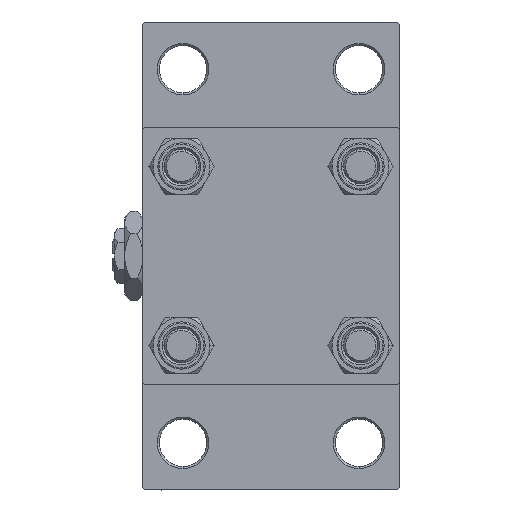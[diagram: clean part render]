
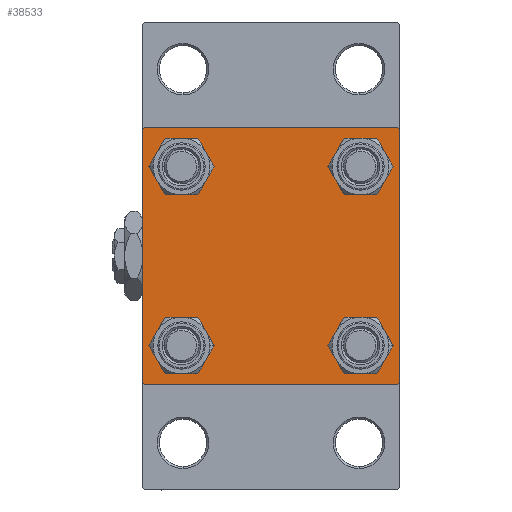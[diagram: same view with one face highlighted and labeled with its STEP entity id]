
A CAD part, left-side view. The second image highlights one B-rep face of the part: STEP entity #38533.
In plain terms, the highlighted planar face has unit normal (-1, 0, 0).
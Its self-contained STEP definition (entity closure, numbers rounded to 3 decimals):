
#39 = EDGE_CURVE ( 'NONE', #30802, #37157, #23994, .T. ) ;
#57 = VERTEX_POINT ( 'NONE', #39738 ) ;
#1520 = LINE ( 'NONE', #27521, #20640 ) ;
#2148 = DIRECTION ( 'NONE',  ( 1., 0., 0. ) ) ;
#2158 = EDGE_CURVE ( 'NONE', #25755, #15978, #13753, .T. ) ;
#2386 = CIRCLE ( 'NONE', #22146, 4.5 ) ;
#2605 = AXIS2_PLACEMENT_3D ( 'NONE', #23464, #12796, #38559 ) ;
#2928 = LINE ( 'NONE', #21287, #31142 ) ;
#3218 = DIRECTION ( 'NONE',  ( -1., 0., 0. ) ) ;
#3594 = CARTESIAN_POINT ( 'NONE',  ( 0., -20.85, -25.35 ) ) ;
#4162 = CARTESIAN_POINT ( 'NONE',  ( 0., 20.85, 16.35 ) ) ;
#4850 = DIRECTION ( 'NONE',  ( 1., 0., 0. ) ) ;
#4861 = EDGE_CURVE ( 'NONE', #29426, #48124, #5112, .T. ) ;
#5112 = LINE ( 'NONE', #21214, #19408 ) ;
#6516 = ORIENTED_EDGE ( 'NONE', *, *, #2158, .T. ) ;
#6955 = DIRECTION ( 'NONE',  ( 0., 0., 1. ) ) ;
#6976 = EDGE_LOOP ( 'NONE', ( #31761, #35630 ) ) ;
#7024 = AXIS2_PLACEMENT_3D ( 'NONE', #9823, #2148, #27896 ) ;
#7325 = EDGE_CURVE ( 'NONE', #30275, #48124, #7965, .T. ) ;
#7392 = VERTEX_POINT ( 'NONE', #34192 ) ;
#7444 = FACE_BOUND ( 'NONE', #44326, .T. ) ;
#7965 = LINE ( 'NONE', #38416, #9997 ) ;
#8041 = CARTESIAN_POINT ( 'NONE',  ( 0., 29.5, -30. ) ) ;
#9823 = CARTESIAN_POINT ( 'NONE',  ( 0., -20.85, 20.85 ) ) ;
#9997 = VECTOR ( 'NONE', #48805, 1000. ) ;
#10043 = CARTESIAN_POINT ( 'NONE',  ( 0., -30., -29.5 ) ) ;
#10183 = ORIENTED_EDGE ( 'NONE', *, *, #45421, .T. ) ;
#10560 = VERTEX_POINT ( 'NONE', #33805 ) ;
#10894 = CARTESIAN_POINT ( 'NONE',  ( 0., 30., -30. ) ) ;
#10909 = FACE_BOUND ( 'NONE', #15539, .T. ) ;
#12204 = EDGE_CURVE ( 'NONE', #7392, #24111, #2386, .T. ) ;
#12796 = DIRECTION ( 'NONE',  ( 1., 0., 0. ) ) ;
#13091 = DIRECTION ( 'NONE',  ( 0., 0., 1. ) ) ;
#13261 = EDGE_CURVE ( 'NONE', #18758, #45220, #1520, .T. ) ;
#13353 = CIRCLE ( 'NONE', #7024, 4.5 ) ;
#13753 = CIRCLE ( 'NONE', #17743, 4.5 ) ;
#14002 = LINE ( 'NONE', #29090, #44629 ) ;
#14644 = VERTEX_POINT ( 'NONE', #19894 ) ;
#14722 = ORIENTED_EDGE ( 'NONE', *, *, #47753, .T. ) ;
#15338 = DIRECTION ( 'NONE',  ( 0., -1., 0. ) ) ;
#15539 = EDGE_LOOP ( 'NONE', ( #10183, #44924 ) ) ;
#15647 = EDGE_CURVE ( 'NONE', #27498, #10560, #20707, .T. ) ;
#15978 = VERTEX_POINT ( 'NONE', #24347 ) ;
#16958 = DIRECTION ( 'NONE',  ( 0., 0., 1. ) ) ;
#17374 = DIRECTION ( 'NONE',  ( 1., 0., 0. ) ) ;
#17524 = DIRECTION ( 'NONE',  ( 1., 0., 0. ) ) ;
#17743 = AXIS2_PLACEMENT_3D ( 'NONE', #40882, #17374, #6955 ) ;
#18247 = EDGE_LOOP ( 'NONE', ( #22314, #20164, #37766, #31727, #42033, #24651, #34726, #14722 ) ) ;
#18758 = VERTEX_POINT ( 'NONE', #29750 ) ;
#19321 = VECTOR ( 'NONE', #43323, 1000. ) ;
#19408 = VECTOR ( 'NONE', #47428, 1000. ) ;
#19610 = CARTESIAN_POINT ( 'NONE',  ( 0., 20.85, -16.35 ) ) ;
#19894 = CARTESIAN_POINT ( 'NONE',  ( 0., -29.5, 30. ) ) ;
#19965 = DIRECTION ( 'NONE',  ( 0., 0., 1. ) ) ;
#20164 = ORIENTED_EDGE ( 'NONE', *, *, #24926, .T. ) ;
#20640 = VECTOR ( 'NONE', #42636, 1000. ) ;
#20658 = CARTESIAN_POINT ( 'NONE',  ( 0., -29.5, -30. ) ) ;
#20707 = CIRCLE ( 'NONE', #30936, 4.5 ) ;
#20942 = CARTESIAN_POINT ( 'NONE',  ( 0., -20.85, -20.85 ) ) ;
#20948 = VECTOR ( 'NONE', #15338, 1000. ) ;
#21214 = CARTESIAN_POINT ( 'NONE',  ( 0., -30., 30. ) ) ;
#21287 = CARTESIAN_POINT ( 'NONE',  ( 0., 30., 30. ) ) ;
#21435 = DIRECTION ( 'NONE',  ( 0., 0.707, 0.707 ) ) ;
#21750 = CARTESIAN_POINT ( 'NONE',  ( 0., 30., -29.5 ) ) ;
#22146 = AXIS2_PLACEMENT_3D ( 'NONE', #24227, #17524, #13091 ) ;
#22314 = ORIENTED_EDGE ( 'NONE', *, *, #13261, .T. ) ;
#23440 = CARTESIAN_POINT ( 'NONE',  ( 0., -20.85, 20.85 ) ) ;
#23464 = CARTESIAN_POINT ( 'NONE',  ( 0., 20.85, -20.85 ) ) ;
#23538 = CARTESIAN_POINT ( 'NONE',  ( 0., -20.85, -16.35 ) ) ;
#23767 = LINE ( 'NONE', #42349, #19321 ) ;
#23994 = CIRCLE ( 'NONE', #28722, 4.5 ) ;
#24043 = VECTOR ( 'NONE', #38290, 1000. ) ;
#24111 = VERTEX_POINT ( 'NONE', #19610 ) ;
#24227 = CARTESIAN_POINT ( 'NONE',  ( 0., 20.85, -20.85 ) ) ;
#24335 = AXIS2_PLACEMENT_3D ( 'NONE', #34635, #46274, #27462 ) ;
#24347 = CARTESIAN_POINT ( 'NONE',  ( 0., 20.85, 25.35 ) ) ;
#24628 = DIRECTION ( 'NONE',  ( 1., 0., 0. ) ) ;
#24651 = ORIENTED_EDGE ( 'NONE', *, *, #48105, .T. ) ;
#24926 = EDGE_CURVE ( 'NONE', #45220, #30075, #23767, .T. ) ;
#24977 = EDGE_CURVE ( 'NONE', #57, #14644, #2928, .T. ) ;
#25567 = CARTESIAN_POINT ( 'NONE',  ( 0., -20.85, 25.35 ) ) ;
#25755 = VERTEX_POINT ( 'NONE', #4162 ) ;
#25756 = FACE_BOUND ( 'NONE', #6976, .T. ) ;
#26409 = LINE ( 'NONE', #48922, #24043 ) ;
#27462 = DIRECTION ( 'NONE',  ( 0., 0., 1. ) ) ;
#27498 = VERTEX_POINT ( 'NONE', #25567 ) ;
#27521 = CARTESIAN_POINT ( 'NONE',  ( 0., 30., 30. ) ) ;
#27896 = DIRECTION ( 'NONE',  ( 0., 0., 1. ) ) ;
#28172 = EDGE_LOOP ( 'NONE', ( #46059, #6516 ) ) ;
#28722 = AXIS2_PLACEMENT_3D ( 'NONE', #20942, #36025, #36747 ) ;
#29090 = CARTESIAN_POINT ( 'NONE',  ( 0., -29.75, 29.75 ) ) ;
#29426 = VERTEX_POINT ( 'NONE', #40895 ) ;
#29710 = FACE_BOUND ( 'NONE', #28172, .T. ) ;
#29750 = CARTESIAN_POINT ( 'NONE',  ( 0., 30., 29.5 ) ) ;
#29950 = FACE_OUTER_BOUND ( 'NONE', #18247, .T. ) ;
#30075 = VERTEX_POINT ( 'NONE', #8041 ) ;
#30137 = CIRCLE ( 'NONE', #39621, 4.5 ) ;
#30275 = VERTEX_POINT ( 'NONE', #20658 ) ;
#30802 = VERTEX_POINT ( 'NONE', #3594 ) ;
#30879 = ORIENTED_EDGE ( 'NONE', *, *, #37467, .T. ) ;
#30936 = AXIS2_PLACEMENT_3D ( 'NONE', #23440, #4850, #19965 ) ;
#31142 = VECTOR ( 'NONE', #44518, 1000. ) ;
#31727 = ORIENTED_EDGE ( 'NONE', *, *, #7325, .T. ) ;
#31761 = ORIENTED_EDGE ( 'NONE', *, *, #15647, .T. ) ;
#32048 = CARTESIAN_POINT ( 'NONE',  ( 0., -20.85, -20.85 ) ) ;
#32753 = EDGE_CURVE ( 'NONE', #15978, #25755, #34608, .T. ) ;
#33805 = CARTESIAN_POINT ( 'NONE',  ( 0., -20.85, 16.35 ) ) ;
#34192 = CARTESIAN_POINT ( 'NONE',  ( 0., 20.85, -25.35 ) ) ;
#34608 = CIRCLE ( 'NONE', #24335, 4.5 ) ;
#34635 = CARTESIAN_POINT ( 'NONE',  ( 0., 20.85, 20.85 ) ) ;
#34726 = ORIENTED_EDGE ( 'NONE', *, *, #24977, .F. ) ;
#35630 = ORIENTED_EDGE ( 'NONE', *, *, #36304, .T. ) ;
#36025 = DIRECTION ( 'NONE',  ( 1., 0., 0. ) ) ;
#36304 = EDGE_CURVE ( 'NONE', #10560, #27498, #13353, .T. ) ;
#36747 = DIRECTION ( 'NONE',  ( 0., 0., 1. ) ) ;
#37157 = VERTEX_POINT ( 'NONE', #23538 ) ;
#37467 = EDGE_CURVE ( 'NONE', #37157, #30802, #30137, .T. ) ;
#37634 = DIRECTION ( 'NONE',  ( 0., 0., 1. ) ) ;
#37766 = ORIENTED_EDGE ( 'NONE', *, *, #48823, .T. ) ;
#38290 = DIRECTION ( 'NONE',  ( 0., 0.707, -0.707 ) ) ;
#38416 = CARTESIAN_POINT ( 'NONE',  ( 0., -29.75, -29.75 ) ) ;
#38533 = ADVANCED_FACE ( 'NONE', ( #25756, #7444, #10909, #29710, #29950 ), #45060, .T. ) ;
#38559 = DIRECTION ( 'NONE',  ( 0., 0., 1. ) ) ;
#39621 = AXIS2_PLACEMENT_3D ( 'NONE', #32048, #24628, #16958 ) ;
#39738 = CARTESIAN_POINT ( 'NONE',  ( 0., 29.5, 30. ) ) ;
#40882 = CARTESIAN_POINT ( 'NONE',  ( 0., 20.85, 20.85 ) ) ;
#40895 = CARTESIAN_POINT ( 'NONE',  ( 0., -30., 29.5 ) ) ;
#42033 = ORIENTED_EDGE ( 'NONE', *, *, #4861, .F. ) ;
#42065 = AXIS2_PLACEMENT_3D ( 'NONE', #44824, #3218, #37634 ) ;
#42349 = CARTESIAN_POINT ( 'NONE',  ( 0., 29.75, -29.75 ) ) ;
#42636 = DIRECTION ( 'NONE',  ( 0., 0., -1. ) ) ;
#42956 = CIRCLE ( 'NONE', #2605, 4.5 ) ;
#43323 = DIRECTION ( 'NONE',  ( 0., -0.707, -0.707 ) ) ;
#44204 = ORIENTED_EDGE ( 'NONE', *, *, #39, .T. ) ;
#44326 = EDGE_LOOP ( 'NONE', ( #30879, #44204 ) ) ;
#44518 = DIRECTION ( 'NONE',  ( 0., -1., 0. ) ) ;
#44629 = VECTOR ( 'NONE', #21435, 1000. ) ;
#44810 = LINE ( 'NONE', #10894, #20948 ) ;
#44824 = CARTESIAN_POINT ( 'NONE',  ( 0., 0., 0. ) ) ;
#44924 = ORIENTED_EDGE ( 'NONE', *, *, #12204, .T. ) ;
#45060 = PLANE ( 'NONE',  #42065 ) ;
#45220 = VERTEX_POINT ( 'NONE', #21750 ) ;
#45421 = EDGE_CURVE ( 'NONE', #24111, #7392, #42956, .T. ) ;
#46059 = ORIENTED_EDGE ( 'NONE', *, *, #32753, .T. ) ;
#46274 = DIRECTION ( 'NONE',  ( 1., 0., 0. ) ) ;
#47428 = DIRECTION ( 'NONE',  ( 0., 0., -1. ) ) ;
#47753 = EDGE_CURVE ( 'NONE', #57, #18758, #26409, .T. ) ;
#48105 = EDGE_CURVE ( 'NONE', #29426, #14644, #14002, .T. ) ;
#48124 = VERTEX_POINT ( 'NONE', #10043 ) ;
#48805 = DIRECTION ( 'NONE',  ( 0., -0.707, 0.707 ) ) ;
#48823 = EDGE_CURVE ( 'NONE', #30075, #30275, #44810, .T. ) ;
#48922 = CARTESIAN_POINT ( 'NONE',  ( 0., 29.75, 29.75 ) ) ;
